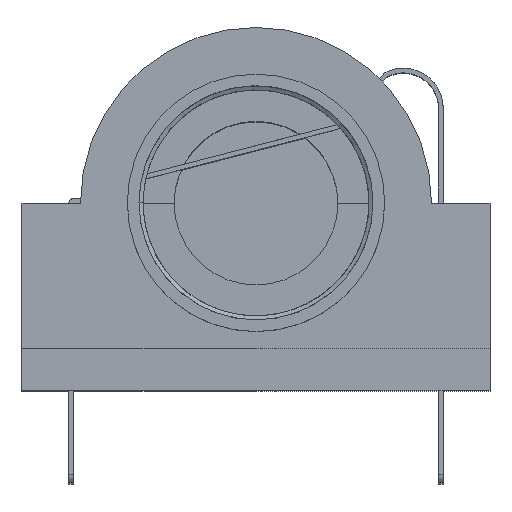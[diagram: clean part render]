
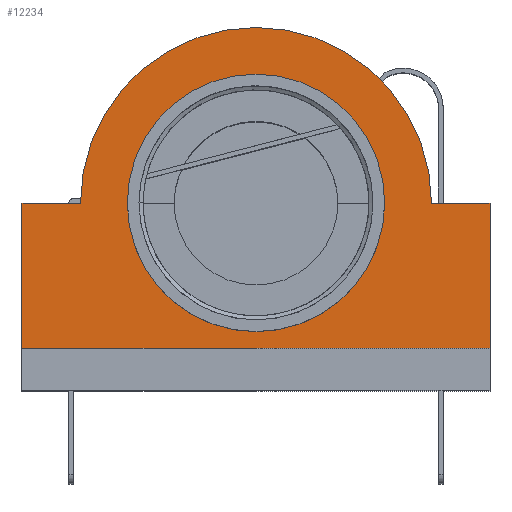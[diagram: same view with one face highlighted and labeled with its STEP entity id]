
A CAD part, top view. The second image highlights one B-rep face of the part: STEP entity #12234.
In plain terms, the highlighted planar face has unit normal (0, 0, 1).
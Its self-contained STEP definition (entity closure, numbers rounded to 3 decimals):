
#237 = ORIENTED_EDGE ( 'NONE', *, *, #14263, .F. ) ;
#257 = DIRECTION ( 'NONE',  ( 1., 0., 0. ) ) ;
#924 = ORIENTED_EDGE ( 'NONE', *, *, #15157, .T. ) ;
#1500 = DIRECTION ( 'NONE',  ( 1., 0., 0. ) ) ;
#1594 = CARTESIAN_POINT ( 'NONE',  ( 10., 8., 21. ) ) ;
#1740 = CIRCLE ( 'NONE', #13692, 7.5 ) ;
#1759 = EDGE_CURVE ( 'NONE', #6011, #7142, #16234, .T. ) ;
#1775 = CARTESIAN_POINT ( 'NONE',  ( 0., 8., 21. ) ) ;
#1810 = CARTESIAN_POINT ( 'NONE',  ( 0., 8., 21. ) ) ;
#2025 = CIRCLE ( 'NONE', #13752, 5.5 ) ;
#2495 = PLANE ( 'NONE',  #8274 ) ;
#2523 = ORIENTED_EDGE ( 'NONE', *, *, #7206, .F. ) ;
#2550 = CARTESIAN_POINT ( 'NONE',  ( 0., 0., 21. ) ) ;
#2719 = VECTOR ( 'NONE', #6823, 1000. ) ;
#2864 = LINE ( 'NONE', #3452, #15137 ) ;
#2950 = ORIENTED_EDGE ( 'NONE', *, *, #1759, .F. ) ;
#3178 = CARTESIAN_POINT ( 'NONE',  ( 10., 8., 21. ) ) ;
#3404 = EDGE_CURVE ( 'NONE', #14237, #6011, #2864, .T. ) ;
#3452 = CARTESIAN_POINT ( 'NONE',  ( 0., 0., 21. ) ) ;
#3466 = FACE_BOUND ( 'NONE', #12509, .T. ) ;
#3820 = CARTESIAN_POINT ( 'NONE',  ( 20., 0., 21. ) ) ;
#3854 = DIRECTION ( 'NONE',  ( 1., 0., 0. ) ) ;
#4098 = EDGE_CURVE ( 'NONE', #8839, #4311, #2025, .T. ) ;
#4311 = VERTEX_POINT ( 'NONE', #4979 ) ;
#4449 = DIRECTION ( 'NONE',  ( 0., 0., 1. ) ) ;
#4879 = CARTESIAN_POINT ( 'NONE',  ( 0., 1.8, 21. ) ) ;
#4979 = CARTESIAN_POINT ( 'NONE',  ( 4.5, 8., 21. ) ) ;
#5111 = DIRECTION ( 'NONE',  ( 1., 0., 0. ) ) ;
#5427 = CARTESIAN_POINT ( 'NONE',  ( 17.5, 8., 21. ) ) ;
#5476 = DIRECTION ( 'NONE',  ( 0., 0., -1. ) ) ;
#5496 = CARTESIAN_POINT ( 'NONE',  ( 20., 1.8, 21. ) ) ;
#5607 = EDGE_CURVE ( 'NONE', #9406, #13581, #12078, .T. ) ;
#5730 = ORIENTED_EDGE ( 'NONE', *, *, #3404, .F. ) ;
#6011 = VERTEX_POINT ( 'NONE', #1810 ) ;
#6129 = CIRCLE ( 'NONE', #10648, 5.5 ) ;
#6591 = ORIENTED_EDGE ( 'NONE', *, *, #5607, .T. ) ;
#6642 = CARTESIAN_POINT ( 'NONE',  ( 10., 8., 21. ) ) ;
#6677 = LINE ( 'NONE', #4879, #12119 ) ;
#6747 = CARTESIAN_POINT ( 'NONE',  ( 2.5, 8., 21. ) ) ;
#6823 = DIRECTION ( 'NONE',  ( 1., 0., 0. ) ) ;
#6947 = EDGE_CURVE ( 'NONE', #7142, #11333, #1740, .T. ) ;
#7142 = VERTEX_POINT ( 'NONE', #6747 ) ;
#7206 = EDGE_CURVE ( 'NONE', #4311, #8839, #6129, .T. ) ;
#7275 = ORIENTED_EDGE ( 'NONE', *, *, #6947, .F. ) ;
#7278 = DIRECTION ( 'NONE',  ( 0., 1., 0. ) ) ;
#7414 = VECTOR ( 'NONE', #8884, 1000. ) ;
#7908 = DIRECTION ( 'NONE',  ( 0., 0., 1. ) ) ;
#8001 = CARTESIAN_POINT ( 'NONE',  ( 0., 8., 21. ) ) ;
#8051 = CARTESIAN_POINT ( 'NONE',  ( 0., 1.8, 21. ) ) ;
#8274 = AXIS2_PLACEMENT_3D ( 'NONE', #2550, #12902, #5111 ) ;
#8839 = VERTEX_POINT ( 'NONE', #12561 ) ;
#8884 = DIRECTION ( 'NONE',  ( 0., 1., 0. ) ) ;
#9406 = VERTEX_POINT ( 'NONE', #5496 ) ;
#10306 = ORIENTED_EDGE ( 'NONE', *, *, #4098, .F. ) ;
#10648 = AXIS2_PLACEMENT_3D ( 'NONE', #6642, #7908, #13127 ) ;
#11333 = VERTEX_POINT ( 'NONE', #5427 ) ;
#12078 = LINE ( 'NONE', #3820, #7414 ) ;
#12119 = VECTOR ( 'NONE', #3854, 1000. ) ;
#12234 = ADVANCED_FACE ( 'NONE', ( #3466, #16302 ), #2495, .T. ) ;
#12509 = EDGE_LOOP ( 'NONE', ( #2523, #10306 ) ) ;
#12561 = CARTESIAN_POINT ( 'NONE',  ( 15.5, 8., 21. ) ) ;
#12902 = DIRECTION ( 'NONE',  ( 0., 0., 1. ) ) ;
#13127 = DIRECTION ( 'NONE',  ( 1., 0., 0. ) ) ;
#13167 = CARTESIAN_POINT ( 'NONE',  ( 20., 8., 21. ) ) ;
#13509 = DIRECTION ( 'NONE',  ( 1., 0., 0. ) ) ;
#13574 = LINE ( 'NONE', #1775, #2719 ) ;
#13581 = VERTEX_POINT ( 'NONE', #13167 ) ;
#13692 = AXIS2_PLACEMENT_3D ( 'NONE', #1594, #5476, #257 ) ;
#13752 = AXIS2_PLACEMENT_3D ( 'NONE', #3178, #4449, #13509 ) ;
#14237 = VERTEX_POINT ( 'NONE', #8051 ) ;
#14263 = EDGE_CURVE ( 'NONE', #11333, #13581, #13574, .T. ) ;
#15137 = VECTOR ( 'NONE', #7278, 1000. ) ;
#15157 = EDGE_CURVE ( 'NONE', #14237, #9406, #6677, .T. ) ;
#15258 = VECTOR ( 'NONE', #1500, 1000. ) ;
#15407 = EDGE_LOOP ( 'NONE', ( #5730, #924, #6591, #237, #7275, #2950 ) ) ;
#16234 = LINE ( 'NONE', #8001, #15258 ) ;
#16302 = FACE_OUTER_BOUND ( 'NONE', #15407, .T. ) ;
